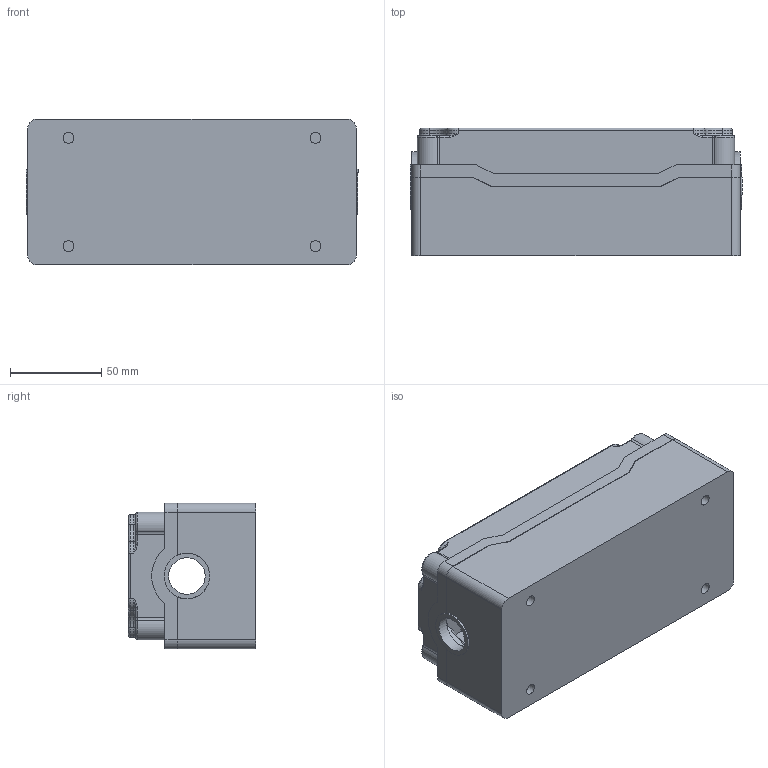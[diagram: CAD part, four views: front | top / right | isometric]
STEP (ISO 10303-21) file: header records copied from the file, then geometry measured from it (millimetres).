
FILE_DESCRIPTION(/* description */ (''),/* implementation_level */ '2;1');
FILE_NAME(/* name */ '7004E13.stp',/* time_stamp */ '2016-06-29T15:38:55-04:00',/* author */ ('CAD Station'),/* organization */ (''),/* preprocessor_version */ 'ST-DEVELOPER v16.1',/* originating_system */ 'Autodesk Inventor 2016',/* authorisation */ '');
FILE_SCHEMA (('AUTOMOTIVE_DESIGN { 1 0 10303 214 3 1 1 }'));
Products named in the file (4): 7004E13; 7004E13_T; Screw; Assembly1
Assembly tree (6 placements, depth 2):
  Assembly1
    7004E13
    7004E13_T
    Screw  x4
Bounding box: 182 x 69.79 x 80 mm (x, y, z)
Volume: 288639.9 mm3; surface area: 134853.1 mm2
Topology: 6 solids, 6 shells, 575 faces, 1538 edges, 975 vertices
Faces by surface type: plane 290, cylinder 209, torus 52, bspline 16, cone 8
Full cylindrical faces by diameter (mm): 3 x4, 4 x8, 6 x4, 7.5 x4, 8 x4, 20 x2, 22 x3, 25 x2
Entity records: 16171 total; most frequent: CARTESIAN_POINT 3412, DIRECTION 2744, ORIENTED_EDGE 2582, EDGE_CURVE 1291, AXIS2_PLACEMENT_3D 994, VERTEX_POINT 845, LINE 756, VECTOR 756
